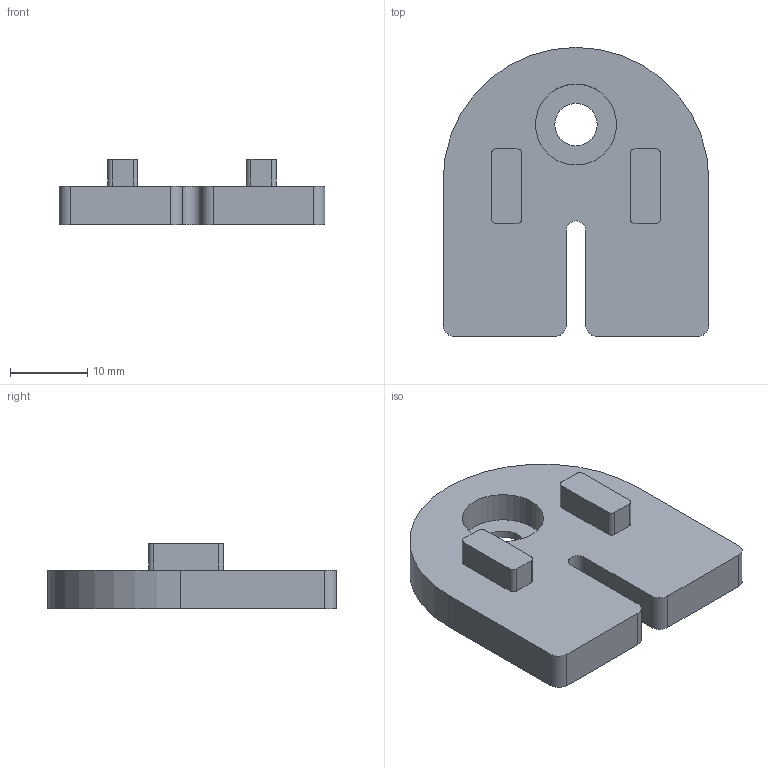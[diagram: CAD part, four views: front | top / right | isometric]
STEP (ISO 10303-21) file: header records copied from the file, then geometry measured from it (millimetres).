
FILE_DESCRIPTION (( 'STEP AP203' ), '1' );
FILE_NAME ('A19_25-00X.STEP', '2020-05-04T08:19:17', ( '' ), ( '' ), 'SwSTEP 2.0', 'SolidWorks 2019', '' );
FILE_SCHEMA (( 'CONFIG_CONTROL_DESIGN' ));
Length unit declared in the file: millimetre
Products named in the file (1): A19_25-00X
Bounding box: 34.5 x 37.5 x 8.5 mm (x, y, z)
Volume: 5528 mm3; surface area: 3323.1 mm2
Topology: 1 solids, 1 shells, 92 faces, 252 edges, 168 vertices
Faces by surface type: plane 56, cylinder 18, bspline 18
Entity records: 3905 total; most frequent: CARTESIAN_POINT 1571, ORIENTED_EDGE 504, DIRECTION 402, EDGE_CURVE 252, LINE 180, VECTOR 180, VERTEX_POINT 168, AXIS2_PLACEMENT_3D 111
